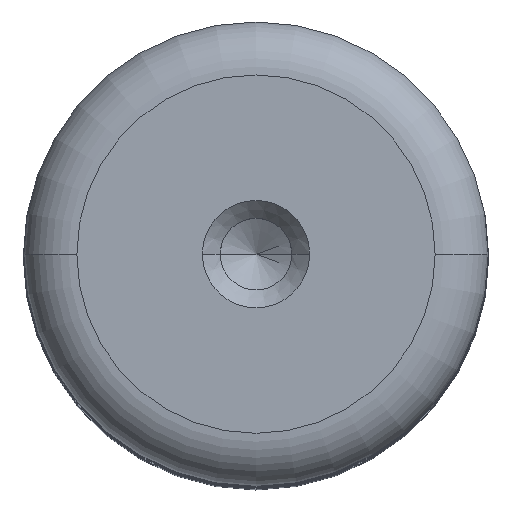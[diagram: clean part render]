
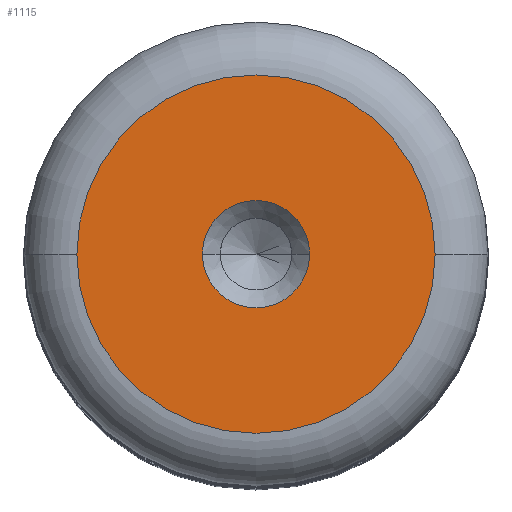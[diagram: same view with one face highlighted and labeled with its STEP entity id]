
A CAD part, top view. The second image highlights one B-rep face of the part: STEP entity #1115.
In plain terms, the highlighted planar face has unit normal (0, 0, 1).
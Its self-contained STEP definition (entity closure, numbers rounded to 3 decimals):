
#45 = AXIS2_PLACEMENT_3D ( 'NONE', #1552, #634, #1707 ) ;
#76 = ORIENTED_EDGE ( 'NONE', *, *, #266, .F. ) ;
#139 = CARTESIAN_POINT ( 'NONE',  ( 0., 0., 50. ) ) ;
#245 = CARTESIAN_POINT ( 'NONE',  ( 0., 0., 50. ) ) ;
#247 = CARTESIAN_POINT ( 'NONE',  ( 0., 0., 50. ) ) ;
#266 = EDGE_CURVE ( 'NONE', #1079, #1551, #1331, .T. ) ;
#281 = PLANE ( 'NONE',  #1803 ) ;
#302 = DIRECTION ( 'NONE',  ( 1., 0., 0. ) ) ;
#346 = CARTESIAN_POINT ( 'NONE',  ( -1.5, 0., 50. ) ) ;
#410 = DIRECTION ( 'NONE',  ( 1., 0., 0. ) ) ;
#412 = DIRECTION ( 'NONE',  ( 1., 0., 0. ) ) ;
#460 = ORIENTED_EDGE ( 'NONE', *, *, #1836, .T. ) ;
#463 = EDGE_CURVE ( 'NONE', #1395, #1849, #1091, .T. ) ;
#537 = FACE_BOUND ( 'NONE', #1632, .T. ) ;
#634 = DIRECTION ( 'NONE',  ( 0., 0., 1. ) ) ;
#638 = AXIS2_PLACEMENT_3D ( 'NONE', #139, #1227, #302 ) ;
#773 = CIRCLE ( 'NONE', #1250, 5.011 ) ;
#776 = AXIS2_PLACEMENT_3D ( 'NONE', #245, #1324, #410 ) ;
#992 = FACE_OUTER_BOUND ( 'NONE', #1627, .T. ) ;
#1024 = CARTESIAN_POINT ( 'NONE',  ( 5.011, 0., 50. ) ) ;
#1051 = CARTESIAN_POINT ( 'NONE',  ( -5.011, 0., 50. ) ) ;
#1055 = CARTESIAN_POINT ( 'NONE',  ( 0., 0., 50. ) ) ;
#1079 = VERTEX_POINT ( 'NONE', #1193 ) ;
#1091 = CIRCLE ( 'NONE', #638, 5.011 ) ;
#1115 = ADVANCED_FACE ( 'NONE', ( #537, #992 ), #281, .T. ) ;
#1193 = CARTESIAN_POINT ( 'NONE',  ( 1.5, 0., 50. ) ) ;
#1201 = DIRECTION ( 'NONE',  ( 0., 0., 1. ) ) ;
#1227 = DIRECTION ( 'NONE',  ( 0., 0., 1. ) ) ;
#1250 = AXIS2_PLACEMENT_3D ( 'NONE', #247, #1329, #412 ) ;
#1324 = DIRECTION ( 'NONE',  ( 0., 0., 1. ) ) ;
#1329 = DIRECTION ( 'NONE',  ( 0., 0., 1. ) ) ;
#1331 = CIRCLE ( 'NONE', #776, 1.5 ) ;
#1363 = DIRECTION ( 'NONE',  ( 1., 0., 0. ) ) ;
#1395 = VERTEX_POINT ( 'NONE', #1051 ) ;
#1425 = ORIENTED_EDGE ( 'NONE', *, *, #463, .T. ) ;
#1440 = EDGE_CURVE ( 'NONE', #1551, #1079, #1581, .T. ) ;
#1551 = VERTEX_POINT ( 'NONE', #346 ) ;
#1552 = CARTESIAN_POINT ( 'NONE',  ( 0., 0., 50. ) ) ;
#1581 = CIRCLE ( 'NONE', #45, 1.5 ) ;
#1627 = EDGE_LOOP ( 'NONE', ( #460, #1425 ) ) ;
#1632 = EDGE_LOOP ( 'NONE', ( #76, #1750 ) ) ;
#1707 = DIRECTION ( 'NONE',  ( 1., 0., 0. ) ) ;
#1750 = ORIENTED_EDGE ( 'NONE', *, *, #1440, .F. ) ;
#1803 = AXIS2_PLACEMENT_3D ( 'NONE', #1055, #1201, #1363 ) ;
#1836 = EDGE_CURVE ( 'NONE', #1849, #1395, #773, .T. ) ;
#1849 = VERTEX_POINT ( 'NONE', #1024 ) ;
